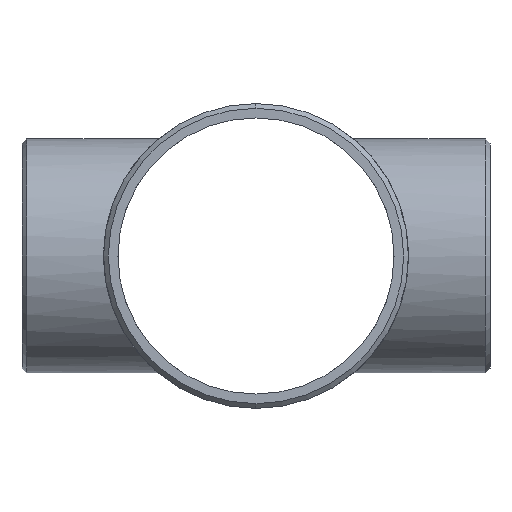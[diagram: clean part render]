
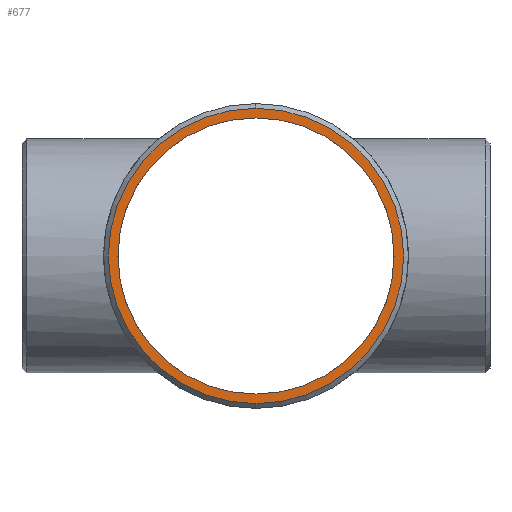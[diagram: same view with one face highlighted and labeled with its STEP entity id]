
A CAD part, left-side view. The second image highlights one B-rep face of the part: STEP entity #677.
In plain terms, the highlighted planar face has unit normal (-1, 0, 0).
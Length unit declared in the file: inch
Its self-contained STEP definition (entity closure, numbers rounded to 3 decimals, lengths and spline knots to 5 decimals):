
#29 = EDGE_CURVE ( 'NONE', #631, #233, #613, .T. ) ;
#76 = ORIENTED_EDGE ( 'NONE', *, *, #504, .T. ) ;
#100 = AXIS2_PLACEMENT_3D ( 'NONE', #1056, #384, #1282 ) ;
#202 = AXIS2_PLACEMENT_3D ( 'NONE', #1172, #1413, #796 ) ;
#219 = CARTESIAN_POINT ( 'NONE',  ( -7., 0., -3.9065 ) ) ;
#233 = VERTEX_POINT ( 'NONE', #219 ) ;
#256 = PLANE ( 'NONE',  #1296 ) ;
#309 = VERTEX_POINT ( 'NONE', #691 ) ;
#330 = EDGE_LOOP ( 'NONE', ( #366, #76 ) ) ;
#366 = ORIENTED_EDGE ( 'NONE', *, *, #29, .T. ) ;
#384 = DIRECTION ( 'NONE',  ( -1., 0., 0. ) ) ;
#480 = DIRECTION ( 'NONE',  ( -1., 0., 0. ) ) ;
#504 = EDGE_CURVE ( 'NONE', #233, #631, #633, .T. ) ;
#509 = EDGE_LOOP ( 'NONE', ( #955, #1102 ) ) ;
#513 = AXIS2_PLACEMENT_3D ( 'NONE', #712, #480, #939 ) ;
#613 = CIRCLE ( 'NONE', #1456, 3.9065 ) ;
#628 = EDGE_CURVE ( 'NONE', #1393, #309, #1010, .T. ) ;
#631 = VERTEX_POINT ( 'NONE', #843 ) ;
#633 = CIRCLE ( 'NONE', #202, 3.9065 ) ;
#667 = EDGE_CURVE ( 'NONE', #309, #1393, #1422, .T. ) ;
#677 = ADVANCED_FACE ( 'NONE', ( #1271, #1179 ), #256, .T. ) ;
#691 = CARTESIAN_POINT ( 'NONE',  ( -7., 0., 4.17717 ) ) ;
#712 = CARTESIAN_POINT ( 'NONE',  ( -7., 0., 0. ) ) ;
#764 = CARTESIAN_POINT ( 'NONE',  ( -7., 0., -4.17717 ) ) ;
#796 = DIRECTION ( 'NONE',  ( 0., 0., 1. ) ) ;
#843 = CARTESIAN_POINT ( 'NONE',  ( -7., 0., 3.9065 ) ) ;
#847 = CARTESIAN_POINT ( 'NONE',  ( -7., 0., 0. ) ) ;
#907 = CARTESIAN_POINT ( 'NONE',  ( -7., 0., 0. ) ) ;
#911 = DIRECTION ( 'NONE',  ( 0., 0., 1. ) ) ;
#939 = DIRECTION ( 'NONE',  ( 0., 0., 1. ) ) ;
#944 = DIRECTION ( 'NONE',  ( -1., 0., 0. ) ) ;
#955 = ORIENTED_EDGE ( 'NONE', *, *, #628, .T. ) ;
#1010 = CIRCLE ( 'NONE', #100, 4.17717 ) ;
#1056 = CARTESIAN_POINT ( 'NONE',  ( -7., 0., 0. ) ) ;
#1102 = ORIENTED_EDGE ( 'NONE', *, *, #667, .T. ) ;
#1172 = CARTESIAN_POINT ( 'NONE',  ( -7., 0., 0. ) ) ;
#1179 = FACE_BOUND ( 'NONE', #330, .T. ) ;
#1271 = FACE_OUTER_BOUND ( 'NONE', #509, .T. ) ;
#1282 = DIRECTION ( 'NONE',  ( 0., 0., 1. ) ) ;
#1296 = AXIS2_PLACEMENT_3D ( 'NONE', #847, #944, #1372 ) ;
#1349 = DIRECTION ( 'NONE',  ( 1., 0., 0. ) ) ;
#1372 = DIRECTION ( 'NONE',  ( 0., 0., -1. ) ) ;
#1393 = VERTEX_POINT ( 'NONE', #764 ) ;
#1413 = DIRECTION ( 'NONE',  ( 1., 0., 0. ) ) ;
#1422 = CIRCLE ( 'NONE', #513, 4.17717 ) ;
#1456 = AXIS2_PLACEMENT_3D ( 'NONE', #907, #1349, #911 ) ;
